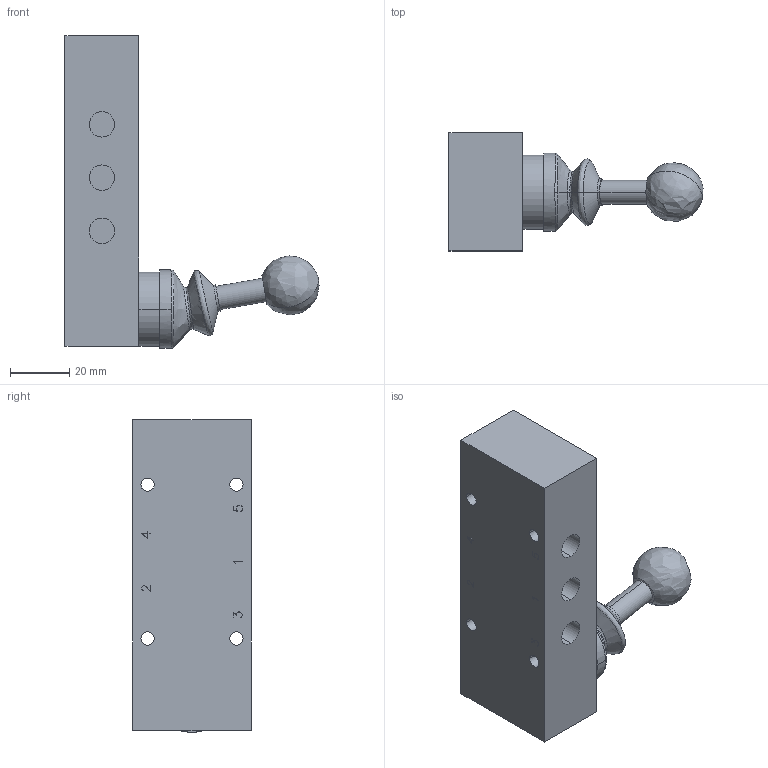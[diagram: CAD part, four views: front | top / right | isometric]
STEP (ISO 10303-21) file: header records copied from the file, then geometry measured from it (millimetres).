
FILE_DESCRIPTION (( 'STEP AP203' ), '1' );
FILE_NAME ('HF-18-510-Airtec.step', '2006-10-17T15:27:02', ( 'Gustaf Hederström' ), ( 'Cevican AB' ), 'SwSTEP 2.0', 'SolidWorks 2002308', '' );
FILE_SCHEMA (( 'CONFIG_CONTROL_DESIGN' ));
Length unit declared in the file: millimetre
Products named in the file (1): HF-18-510-Airtec
Bounding box: 85.91 x 40 x 105.75 mm (x, y, z)
Surface area: 21514.7 mm2 (no closed solid volume)
Topology: 0 solids, 2 shells, 297 faces, 817 edges, 539 vertices
Faces by surface type: plane 254, cylinder 26, bspline 17
Entity records: 10817 total; most frequent: CARTESIAN_POINT 3260, ORIENTED_EDGE 1624, DIRECTION 1389, EDGE_CURVE 813, LINE 723, VECTOR 723, VERTEX_POINT 539, AXIS2_PLACEMENT_3D 333
